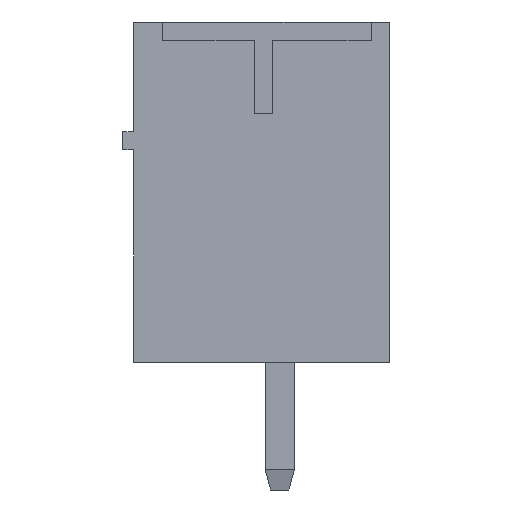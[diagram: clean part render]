
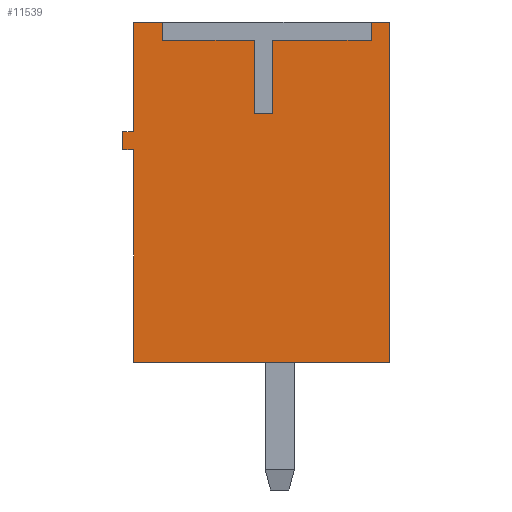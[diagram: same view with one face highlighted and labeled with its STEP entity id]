
A CAD part, left-side view. The second image highlights one B-rep face of the part: STEP entity #11539.
In plain terms, the highlighted planar face has unit normal (-1, 0, 0).
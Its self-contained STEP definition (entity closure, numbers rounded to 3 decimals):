
#720=FACE_OUTER_BOUND('',#1384,.T.);
#1384=EDGE_LOOP('',(#9771,#9772,#9773,#9774,#9775,#9776,#9777,#9778,#9779,
#9780,#9781,#9782,#9783,#9784,#9785,#9786));
#1669=LINE('',#15512,#3151);
#1843=LINE('',#15901,#3325);
#2382=LINE('',#17006,#3864);
#2386=LINE('',#17013,#3868);
#2820=LINE('',#17961,#4302);
#2826=LINE('',#17973,#4308);
#2827=LINE('',#17975,#4309);
#2829=LINE('',#17978,#4311);
#2831=LINE('',#17982,#4313);
#2834=LINE('',#17988,#4316);
#2837=LINE('',#17993,#4319);
#2839=LINE('',#17998,#4321);
#2840=LINE('',#18000,#4322);
#2841=LINE('',#18002,#4323);
#2842=LINE('',#18003,#4324);
#2843=LINE('',#18004,#4325);
#3151=VECTOR('',#12661,5.8);
#3325=VECTOR('',#12915,9.3);
#3864=VECTOR('',#13862,0.8);
#3868=VECTOR('',#13866,0.5);
#4302=VECTOR('',#14834,2.7);
#4308=VECTOR('',#14842,2.5);
#4309=VECTOR('',#14845,0.5);
#4311=VECTOR('',#14849,0.5);
#4313=VECTOR('',#14853,2.);
#4316=VECTOR('',#14858,0.5);
#4319=VECTOR('',#14863,2.);
#4321=VECTOR('',#14869,3.);
#4322=VECTOR('',#14870,0.3);
#4323=VECTOR('',#14871,0.5);
#4324=VECTOR('',#14872,0.3);
#4325=VECTOR('',#14873,7.);
#4549=VERTEX_POINT('',#15505);
#4552=VERTEX_POINT('',#15510);
#4725=VERTEX_POINT('',#15897);
#4727=VERTEX_POINT('',#15900);
#5088=VERTEX_POINT('',#17003);
#5089=VERTEX_POINT('',#17005);
#5092=VERTEX_POINT('',#17011);
#5337=VERTEX_POINT('',#17957);
#5339=VERTEX_POINT('',#17960);
#5341=VERTEX_POINT('',#17966);
#5344=VERTEX_POINT('',#17971);
#5345=VERTEX_POINT('',#17981);
#5347=VERTEX_POINT('',#17987);
#5349=VERTEX_POINT('',#17997);
#5350=VERTEX_POINT('',#17999);
#5351=VERTEX_POINT('',#18001);
#5634=EDGE_CURVE('',#4552,#4549,#1669,.T.);
#5808=EDGE_CURVE('',#4725,#4727,#1843,.T.);
#6373=EDGE_CURVE('',#5088,#5089,#2382,.T.);
#6377=EDGE_CURVE('',#5092,#4725,#2386,.T.);
#6830=EDGE_CURVE('',#5339,#5337,#2820,.T.);
#6836=EDGE_CURVE('',#5341,#5344,#2826,.T.);
#6837=EDGE_CURVE('',#5344,#5089,#2827,.T.);
#6839=EDGE_CURVE('',#5092,#5339,#2829,.T.);
#6841=EDGE_CURVE('',#5345,#5341,#2831,.T.);
#6844=EDGE_CURVE('',#5347,#5345,#2834,.T.);
#6847=EDGE_CURVE('',#5337,#5347,#2837,.T.);
#6849=EDGE_CURVE('',#5349,#5088,#2839,.T.);
#6850=EDGE_CURVE('',#5350,#5349,#2840,.T.);
#6851=EDGE_CURVE('',#5351,#5350,#2841,.T.);
#6852=EDGE_CURVE('',#4549,#5351,#2842,.T.);
#6853=EDGE_CURVE('',#4727,#4552,#2843,.T.);
#9771=ORIENTED_EDGE('',*,*,#6839,.T.);
#9772=ORIENTED_EDGE('',*,*,#6830,.T.);
#9773=ORIENTED_EDGE('',*,*,#6847,.T.);
#9774=ORIENTED_EDGE('',*,*,#6844,.T.);
#9775=ORIENTED_EDGE('',*,*,#6841,.T.);
#9776=ORIENTED_EDGE('',*,*,#6836,.T.);
#9777=ORIENTED_EDGE('',*,*,#6837,.T.);
#9778=ORIENTED_EDGE('',*,*,#6373,.F.);
#9779=ORIENTED_EDGE('',*,*,#6849,.F.);
#9780=ORIENTED_EDGE('',*,*,#6850,.F.);
#9781=ORIENTED_EDGE('',*,*,#6851,.F.);
#9782=ORIENTED_EDGE('',*,*,#6852,.F.);
#9783=ORIENTED_EDGE('',*,*,#5634,.F.);
#9784=ORIENTED_EDGE('',*,*,#6853,.F.);
#9785=ORIENTED_EDGE('',*,*,#5808,.F.);
#9786=ORIENTED_EDGE('',*,*,#6377,.F.);
#10504=PLANE('',#12186);
#11539=ADVANCED_FACE('',(#720),#10504,.T.);
#12186=AXIS2_PLACEMENT_3D('',#17996,#14867,#14868);
#12661=DIRECTION('',(0.,0.,1.));
#12915=DIRECTION('',(0.,0.,-1.));
#13862=DIRECTION('',(0.,-1.,0.));
#13866=DIRECTION('',(0.,-1.,0.));
#14834=DIRECTION('',(0.,1.,0.));
#14842=DIRECTION('',(0.,1.,0.));
#14845=DIRECTION('',(0.,0.,1.));
#14849=DIRECTION('',(0.,0.,-1.));
#14853=DIRECTION('',(0.,0.,1.));
#14858=DIRECTION('',(0.,1.,0.));
#14863=DIRECTION('',(0.,0.,-1.));
#14867=DIRECTION('center_axis',(-1.,0.,0.));
#14868=DIRECTION('ref_axis',(0.,-1.,0.));
#14869=DIRECTION('',(0.,0.,1.));
#14870=DIRECTION('',(0.,-1.,0.));
#14871=DIRECTION('',(0.,0.,1.));
#14872=DIRECTION('',(0.,1.,0.));
#14873=DIRECTION('',(0.,1.,0.));
#15505=CARTESIAN_POINT('',(-17.495,4.,5.8));
#15510=CARTESIAN_POINT('',(-17.495,4.,0.));
#15512=CARTESIAN_POINT('',(-17.495,4.,1.5));
#15897=CARTESIAN_POINT('',(-17.495,-3.,9.3));
#15900=CARTESIAN_POINT('',(-17.495,-3.,0.));
#15901=CARTESIAN_POINT('',(-17.495,-3.,1.5));
#17003=CARTESIAN_POINT('',(-17.495,4.,9.3));
#17005=CARTESIAN_POINT('',(-17.495,3.2,9.3));
#17006=CARTESIAN_POINT('',(-17.495,4.,9.3));
#17011=CARTESIAN_POINT('',(-17.495,-2.5,9.3));
#17013=CARTESIAN_POINT('',(-17.495,4.,9.3));
#17957=CARTESIAN_POINT('',(-17.495,0.2,8.8));
#17960=CARTESIAN_POINT('',(-17.495,-2.5,8.8));
#17961=CARTESIAN_POINT('',(-17.495,0.75,8.8));
#17966=CARTESIAN_POINT('',(-17.495,0.7,8.8));
#17971=CARTESIAN_POINT('',(-17.495,3.2,8.8));
#17973=CARTESIAN_POINT('',(-17.495,0.75,8.8));
#17975=CARTESIAN_POINT('',(-17.495,3.2,5.15));
#17978=CARTESIAN_POINT('',(-17.495,-2.5,5.4));
#17981=CARTESIAN_POINT('',(-17.495,0.7,6.8));
#17982=CARTESIAN_POINT('',(-17.495,0.7,4.15));
#17987=CARTESIAN_POINT('',(-17.495,0.2,6.8));
#17988=CARTESIAN_POINT('',(-17.495,2.1,6.8));
#17993=CARTESIAN_POINT('',(-17.495,0.2,5.15));
#17996=CARTESIAN_POINT('Origin',(-17.495,4.,1.5));
#17997=CARTESIAN_POINT('',(-17.495,4.,6.3));
#17998=CARTESIAN_POINT('',(-17.495,4.,1.5));
#17999=CARTESIAN_POINT('',(-17.495,4.3,6.3));
#18000=CARTESIAN_POINT('',(-17.495,3.95,6.3));
#18001=CARTESIAN_POINT('',(-17.495,4.3,5.8));
#18002=CARTESIAN_POINT('',(-17.495,4.3,5.475));
#18003=CARTESIAN_POINT('',(-17.495,4.1,5.8));
#18004=CARTESIAN_POINT('',(-17.495,-3.,0.));
